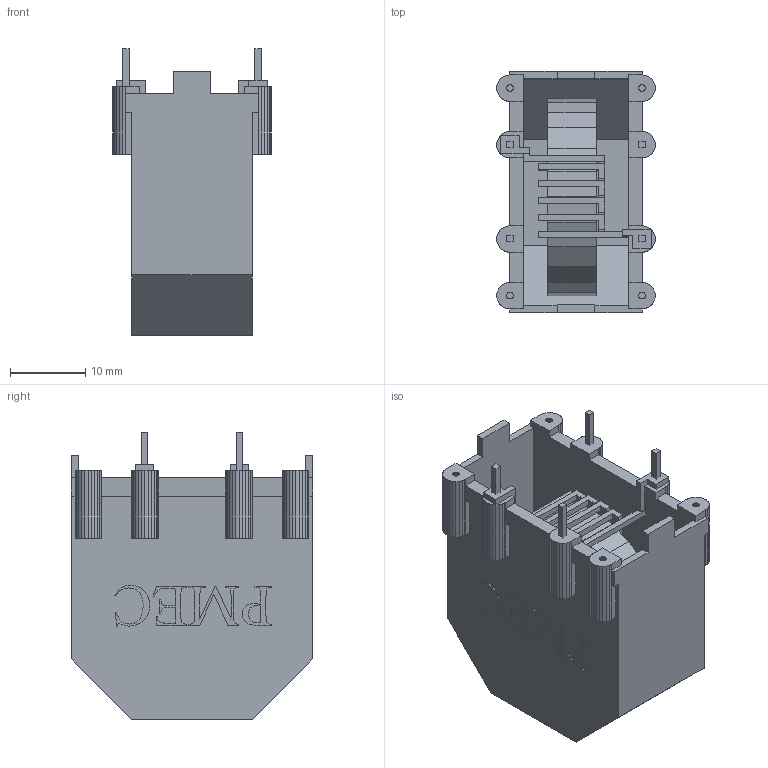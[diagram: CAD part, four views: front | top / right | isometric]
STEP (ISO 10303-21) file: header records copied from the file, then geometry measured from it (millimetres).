
FILE_DESCRIPTION(('FreeCAD Model'),'2;1');
FILE_NAME('X24Vir.stp', '2014-07-08T13:54:55',('FreeCAD'),('FreeCAD'), 'Open CASCADE STEP processor 6.3','FreeCAD','Unknown');
FILE_SCHEMA(('AUTOMOTIVE_DESIGN_CC2 { 1 2 10303 214 -1 1 5 4 }'));
Length unit declared in the file: millimetre
Products named in the file (6): X24Vir002; X24Vir005; X24Vir001; X24Vir004; X24Vir; X24Vir003
Bounding box: 21 x 32 x 38 mm (x, y, z)
Volume: 5644.9 mm3; surface area: 9084.4 mm2
Topology: 6 solids, 6 shells, 814 faces, 2332 edges, 1544 vertices
Faces by surface type: plane 560, cylinder 254
Entity records: 60154 total; most frequent: CARTESIAN_POINT 15283, DIRECTION 7898, LINE 4905, VECTOR 4905, ORIENTED_EDGE 4664, PCURVE 4664, DEFINITIONAL_REPRESENTATION 4664, EDGE_CURVE 2332
